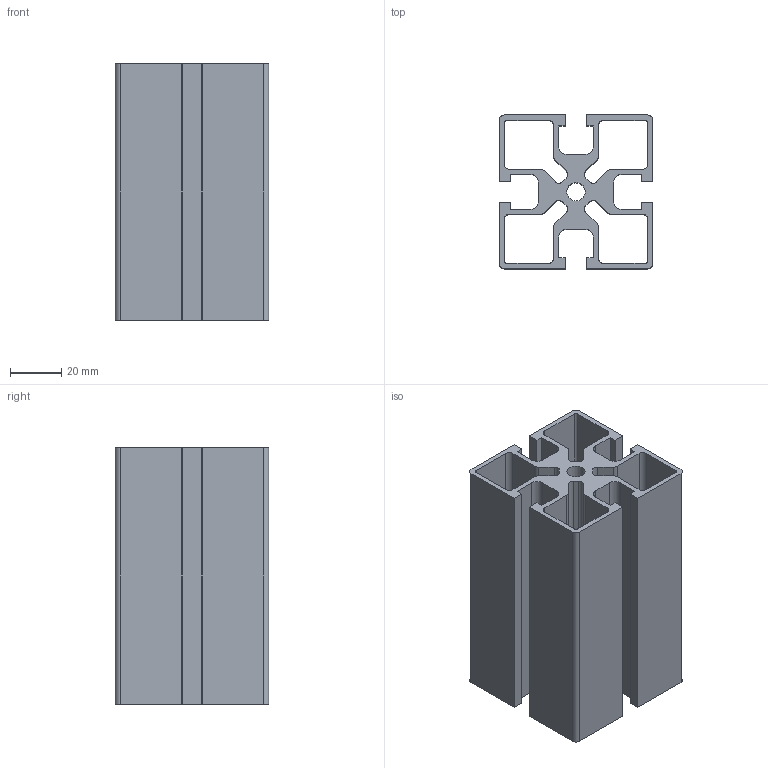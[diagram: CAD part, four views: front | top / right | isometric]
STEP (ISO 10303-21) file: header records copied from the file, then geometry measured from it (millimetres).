
FILE_DESCRIPTION(/* description */ (''),/* implementation_level */ '2;1');
FILE_NAME(/* name */ '106068.stp',/* time_stamp */ '2020-10-12T15:49:24+02:00',/* author */ ('som'),/* organization */ ('Alutec K&K'),/* preprocessor_version */ 'ST-DEVELOPER v18.1',/* originating_system */ 'Autodesk Inventor 2021',/* authorisation */ '');
FILE_SCHEMA (('AUTOMOTIVE_DESIGN { 1 0 10303 214 3 1 1 }'));
Length unit declared in the file: millimetre
Products named in the file (1): 106068-opr
Bounding box: 60 x 60 x 100 mm (x, y, z)
Volume: 119080.5 mm3; surface area: 79018.1 mm2
Topology: 1 solids, 1 shells, 107 faces, 315 edges, 210 vertices
Faces by surface type: plane 66, cylinder 41
Full cylindrical faces by diameter (mm): 7.2 x1
Entity records: 3632 total; most frequent: CARTESIAN_POINT 633, ORIENTED_EDGE 630, DIRECTION 613, EDGE_CURVE 315, LINE 233, VECTOR 233, VERTEX_POINT 210, AXIS2_PLACEMENT_3D 190
